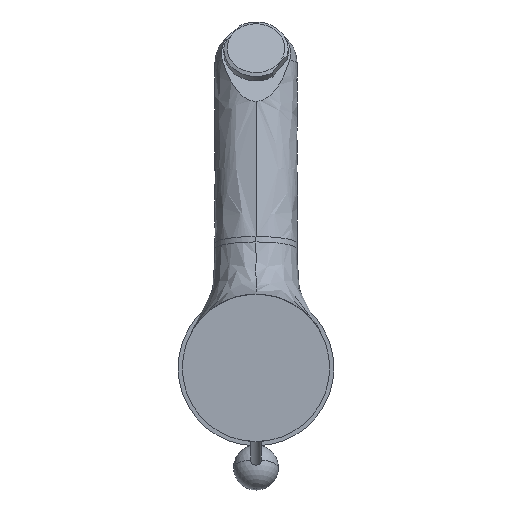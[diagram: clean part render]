
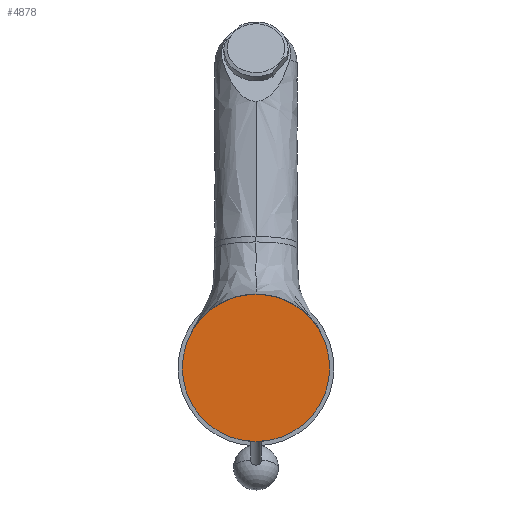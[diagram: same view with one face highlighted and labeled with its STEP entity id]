
A CAD part, front view. The second image highlights one B-rep face of the part: STEP entity #4878.
In plain terms, the highlighted planar face has unit normal (0, -1, 0).
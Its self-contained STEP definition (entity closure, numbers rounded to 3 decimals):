
#157 = EDGE_CURVE ( 'NONE', #2096, #3727, #6361, .T. ) ;
#234 = AXIS2_PLACEMENT_3D ( 'NONE', #5176, #3209, #7701 ) ;
#349 = DIRECTION ( 'NONE',  ( 0., 0., 1. ) ) ;
#375 = DIRECTION ( 'NONE',  ( 0., 1., 0. ) ) ;
#590 = CARTESIAN_POINT ( 'NONE',  ( 0., 0., 0. ) ) ;
#739 = CARTESIAN_POINT ( 'NONE',  ( 0., 0., 0. ) ) ;
#1451 = DIRECTION ( 'NONE',  ( 0., 0., 1. ) ) ;
#2053 = ORIENTED_EDGE ( 'NONE', *, *, #157, .F. ) ;
#2096 = VERTEX_POINT ( 'NONE', #3953 ) ;
#3209 = DIRECTION ( 'NONE',  ( 0., 1., 0. ) ) ;
#3727 = VERTEX_POINT ( 'NONE', #6813 ) ;
#3953 = CARTESIAN_POINT ( 'NONE',  ( 0., 0., -27.5 ) ) ;
#4204 = FACE_OUTER_BOUND ( 'NONE', #4733, .T. ) ;
#4733 = EDGE_LOOP ( 'NONE', ( #5376, #2053 ) ) ;
#4878 = ADVANCED_FACE ( 'NONE', ( #4204 ), #5824, .F. ) ;
#4923 = CIRCLE ( 'NONE', #5660, 27.5 ) ;
#5176 = CARTESIAN_POINT ( 'NONE',  ( 0., 0., -27.5 ) ) ;
#5376 = ORIENTED_EDGE ( 'NONE', *, *, #6274, .F. ) ;
#5460 = DIRECTION ( 'NONE',  ( 0., 1., 0. ) ) ;
#5660 = AXIS2_PLACEMENT_3D ( 'NONE', #739, #5460, #1451 ) ;
#5824 = PLANE ( 'NONE',  #234 ) ;
#5937 = AXIS2_PLACEMENT_3D ( 'NONE', #590, #375, #349 ) ;
#6274 = EDGE_CURVE ( 'NONE', #3727, #2096, #4923, .T. ) ;
#6361 = CIRCLE ( 'NONE', #5937, 27.5 ) ;
#6813 = CARTESIAN_POINT ( 'NONE',  ( 0., 0., 27.5 ) ) ;
#7701 = DIRECTION ( 'NONE',  ( 0., 0., 1. ) ) ;
